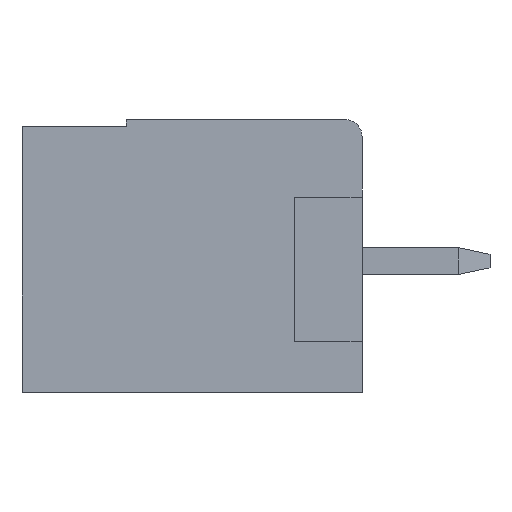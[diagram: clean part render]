
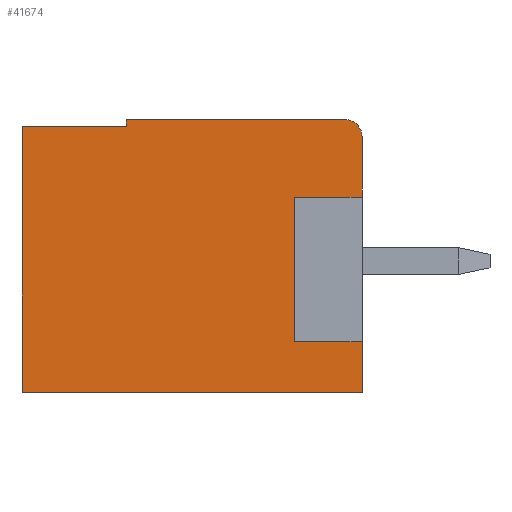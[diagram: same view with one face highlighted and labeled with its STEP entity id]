
A CAD part, left-side view. The second image highlights one B-rep face of the part: STEP entity #41674.
In plain terms, the highlighted planar face has unit normal (-1, 0, 0).
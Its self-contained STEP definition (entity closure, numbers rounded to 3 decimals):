
#213 = LINE ( 'NONE', #28955, #11268 ) ;
#1429 = CARTESIAN_POINT ( 'NONE',  ( 0., 0.5, 7.6 ) ) ;
#1938 = CARTESIAN_POINT ( 'NONE',  ( 0., 0., 7.6 ) ) ;
#2179 = LINE ( 'NONE', #38847, #35468 ) ;
#2851 = DIRECTION ( 'NONE',  ( 0., -1., 0. ) ) ;
#3488 = ORIENTED_EDGE ( 'NONE', *, *, #41436, .F. ) ;
#4396 = EDGE_CURVE ( 'NONE', #36458, #10225, #43621, .T. ) ;
#4702 = ORIENTED_EDGE ( 'NONE', *, *, #12541, .T. ) ;
#4836 = CARTESIAN_POINT ( 'NONE',  ( 0., 0., 1.5 ) ) ;
#5314 = DIRECTION ( 'NONE',  ( 0., 0., 1. ) ) ;
#5420 = VECTOR ( 'NONE', #8074, 1000. ) ;
#7450 = EDGE_CURVE ( 'NONE', #43986, #40265, #16224, .T. ) ;
#8074 = DIRECTION ( 'NONE',  ( 0., 0., 1. ) ) ;
#8687 = ORIENTED_EDGE ( 'NONE', *, *, #26137, .T. ) ;
#8973 = VECTOR ( 'NONE', #13685, 1000. ) ;
#10225 = VERTEX_POINT ( 'NONE', #34748 ) ;
#10320 = LINE ( 'NONE', #35344, #26970 ) ;
#10623 = EDGE_CURVE ( 'NONE', #39217, #18319, #26859, .T. ) ;
#11199 = CARTESIAN_POINT ( 'NONE',  ( 0., 2., 1.5 ) ) ;
#11268 = VECTOR ( 'NONE', #21945, 1000. ) ;
#11347 = EDGE_CURVE ( 'NONE', #36458, #44364, #13765, .T. ) ;
#11637 = CARTESIAN_POINT ( 'NONE',  ( 0., 0., 5.8 ) ) ;
#12132 = DIRECTION ( 'NONE',  ( -1., 0., 0. ) ) ;
#12541 = EDGE_CURVE ( 'NONE', #44364, #32968, #32504, .T. ) ;
#12655 = CARTESIAN_POINT ( 'NONE',  ( 0., 10.1, 8.1 ) ) ;
#13177 = DIRECTION ( 'NONE',  ( 0., 0., 1. ) ) ;
#13685 = DIRECTION ( 'NONE',  ( 0., -1., 0. ) ) ;
#13765 = LINE ( 'NONE', #42336, #14215 ) ;
#14215 = VECTOR ( 'NONE', #2851, 1000. ) ;
#14996 = CARTESIAN_POINT ( 'NONE',  ( 0., 7., 7.9 ) ) ;
#15060 = DIRECTION ( 'NONE',  ( 0., -1., 0. ) ) ;
#15761 = VECTOR ( 'NONE', #5314, 1000. ) ;
#16224 = LINE ( 'NONE', #30503, #16282 ) ;
#16282 = VECTOR ( 'NONE', #13177, 1000. ) ;
#16513 = VERTEX_POINT ( 'NONE', #11199 ) ;
#16722 = CARTESIAN_POINT ( 'NONE',  ( 0., 2., 5.8 ) ) ;
#16874 = DIRECTION ( 'NONE',  ( 0., 0., -1. ) ) ;
#17254 = LINE ( 'NONE', #31251, #8973 ) ;
#17739 = DIRECTION ( 'NONE',  ( 0., 0., -1. ) ) ;
#17909 = CARTESIAN_POINT ( 'NONE',  ( 0., 10.1, 8.1 ) ) ;
#18116 = CARTESIAN_POINT ( 'NONE',  ( 0., 10.1, 7.9 ) ) ;
#18319 = VERTEX_POINT ( 'NONE', #37877 ) ;
#18340 = ORIENTED_EDGE ( 'NONE', *, *, #10623, .T. ) ;
#21884 = LINE ( 'NONE', #17909, #23253 ) ;
#21945 = DIRECTION ( 'NONE',  ( 0., 0., 1. ) ) ;
#22287 = ORIENTED_EDGE ( 'NONE', *, *, #7450, .F. ) ;
#23253 = VECTOR ( 'NONE', #15060, 1000. ) ;
#24117 = EDGE_CURVE ( 'NONE', #16513, #32968, #17254, .T. ) ;
#25006 = AXIS2_PLACEMENT_3D ( 'NONE', #39484, #42747, #17739 ) ;
#25034 = ORIENTED_EDGE ( 'NONE', *, *, #11347, .T. ) ;
#25602 = EDGE_CURVE ( 'NONE', #40265, #18319, #21884, .T. ) ;
#25657 = FACE_OUTER_BOUND ( 'NONE', #40952, .T. ) ;
#26137 = EDGE_CURVE ( 'NONE', #40648, #39217, #213, .T. ) ;
#26184 = DIRECTION ( 'NONE',  ( 0., 0., -1. ) ) ;
#26859 = CIRCLE ( 'NONE', #29112, 0.5 ) ;
#26970 = VECTOR ( 'NONE', #16874, 1000. ) ;
#28616 = LINE ( 'NONE', #18116, #35293 ) ;
#28955 = CARTESIAN_POINT ( 'NONE',  ( 0., 0., 8.1 ) ) ;
#29112 = AXIS2_PLACEMENT_3D ( 'NONE', #1429, #12132, #26184 ) ;
#30167 = ORIENTED_EDGE ( 'NONE', *, *, #25602, .F. ) ;
#30503 = CARTESIAN_POINT ( 'NONE',  ( 0., 7., 7.9 ) ) ;
#31251 = CARTESIAN_POINT ( 'NONE',  ( 0., 0., 1.5 ) ) ;
#31409 = DIRECTION ( 'NONE',  ( 0., -1., 0. ) ) ;
#32504 = LINE ( 'NONE', #33397, #15761 ) ;
#32798 = ORIENTED_EDGE ( 'NONE', *, *, #36898, .F. ) ;
#32968 = VERTEX_POINT ( 'NONE', #4836 ) ;
#33397 = CARTESIAN_POINT ( 'NONE',  ( 0., 0., 8.1 ) ) ;
#34748 = CARTESIAN_POINT ( 'NONE',  ( 0., 10.1, 7.9 ) ) ;
#35293 = VECTOR ( 'NONE', #31409, 1000. ) ;
#35344 = CARTESIAN_POINT ( 'NONE',  ( 0., 2., 5.8 ) ) ;
#35468 = VECTOR ( 'NONE', #45415, 1000. ) ;
#35873 = ORIENTED_EDGE ( 'NONE', *, *, #37775, .F. ) ;
#36458 = VERTEX_POINT ( 'NONE', #37124 ) ;
#36898 = EDGE_CURVE ( 'NONE', #44902, #16513, #10320, .T. ) ;
#37124 = CARTESIAN_POINT ( 'NONE',  ( 0., 10.1, 0. ) ) ;
#37603 = ORIENTED_EDGE ( 'NONE', *, *, #4396, .F. ) ;
#37775 = EDGE_CURVE ( 'NONE', #10225, #43986, #28616, .T. ) ;
#37877 = CARTESIAN_POINT ( 'NONE',  ( 0., 0.5, 8.1 ) ) ;
#37908 = ORIENTED_EDGE ( 'NONE', *, *, #24117, .F. ) ;
#38847 = CARTESIAN_POINT ( 'NONE',  ( 0., 0., 5.8 ) ) ;
#39217 = VERTEX_POINT ( 'NONE', #1938 ) ;
#39484 = CARTESIAN_POINT ( 'NONE',  ( 0., 10.1, 8.1 ) ) ;
#39943 = PLANE ( 'NONE',  #25006 ) ;
#40265 = VERTEX_POINT ( 'NONE', #45464 ) ;
#40648 = VERTEX_POINT ( 'NONE', #11637 ) ;
#40952 = EDGE_LOOP ( 'NONE', ( #8687, #18340, #30167, #22287, #35873, #37603, #25034, #4702, #37908, #32798, #3488 ) ) ;
#41436 = EDGE_CURVE ( 'NONE', #40648, #44902, #2179, .T. ) ;
#41674 = ADVANCED_FACE ( 'NONE', ( #25657 ), #39943, .F. ) ;
#42336 = CARTESIAN_POINT ( 'NONE',  ( 0., 10.1, 0. ) ) ;
#42747 = DIRECTION ( 'NONE',  ( 1., 0., 0. ) ) ;
#43621 = LINE ( 'NONE', #12655, #5420 ) ;
#43962 = CARTESIAN_POINT ( 'NONE',  ( 0., 0., 0. ) ) ;
#43986 = VERTEX_POINT ( 'NONE', #14996 ) ;
#44364 = VERTEX_POINT ( 'NONE', #43962 ) ;
#44902 = VERTEX_POINT ( 'NONE', #16722 ) ;
#45415 = DIRECTION ( 'NONE',  ( 0., 1., 0. ) ) ;
#45464 = CARTESIAN_POINT ( 'NONE',  ( 0., 7., 8.1 ) ) ;
